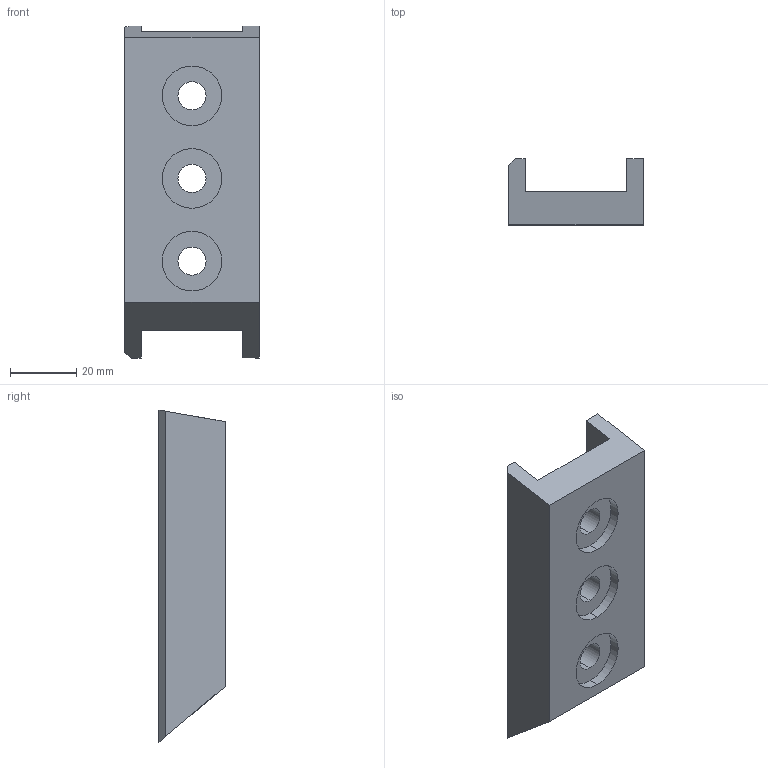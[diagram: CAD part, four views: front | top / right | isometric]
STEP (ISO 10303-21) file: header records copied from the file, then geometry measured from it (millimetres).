
FILE_DESCRIPTION (( 'STEP AP214' ), '1' );
FILE_NAME ('17 - shock mount lower left - bottom.STEP', '2016-11-26T22:29:41', ( '' ), ( '' ), 'SwSTEP 2.0', 'SolidWorks 2014', '' );
FILE_SCHEMA (( 'AUTOMOTIVE_DESIGN' ));
Length unit declared in the file: millimetre
Products named in the file (1): 17 - shock mount lower left - bottom
Bounding box: 40.7 x 20 x 100.39 mm (x, y, z)
Volume: 40507.4 mm3; surface area: 14331.3 mm2
Topology: 1 solids, 1 shells, 26 faces, 63 edges, 42 vertices
Faces by surface type: plane 14, cylinder 12
Entity records: 1103 total; most frequent: DIRECTION 141, CARTESIAN_POINT 132, ORIENTED_EDGE 126, EDGE_CURVE 63, AXIS2_PLACEMENT_3D 51, VERTEX_POINT 42, VECTOR 39, LINE 39
